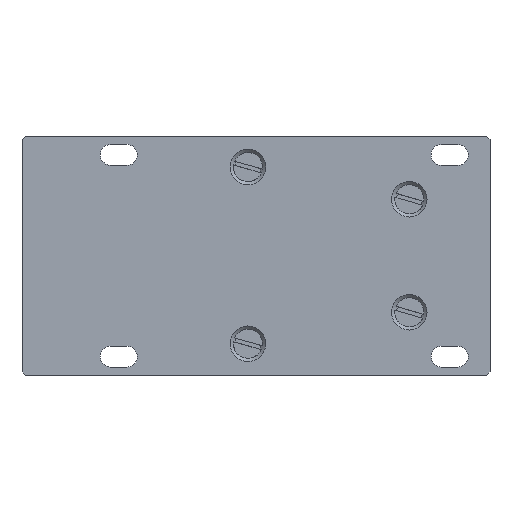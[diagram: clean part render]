
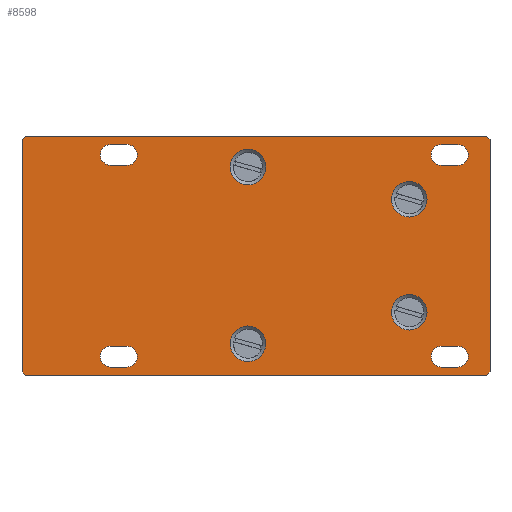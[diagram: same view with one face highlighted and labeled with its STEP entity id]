
A CAD part, top view. The second image highlights one B-rep face of the part: STEP entity #8598.
In plain terms, the highlighted planar face has unit normal (0, 0, 1).
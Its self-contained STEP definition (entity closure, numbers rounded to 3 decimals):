
#8598=ADVANCED_FACE('',(#14876,#14878,#14880,#14882,#14884,#14886,#14888,#14890,
#14892),#14894,.T.);
#14876=FACE_BOUND('',#14877,.T.);
#14877=EDGE_LOOP('',(#21323,#21324,#21325,#21326,#21327,#21328,#21329,#21330));
#14878=FACE_BOUND('',#14879,.T.);
#14879=EDGE_LOOP('',(#21331));
#14880=FACE_BOUND('',#14881,.T.);
#14881=EDGE_LOOP('',(#21332));
#14882=FACE_BOUND('',#14883,.T.);
#14883=EDGE_LOOP('',(#21333,#21334,#21335,#21336));
#14884=FACE_BOUND('',#14885,.T.);
#14885=EDGE_LOOP('',(#21337,#21338,#21339,#21340));
#14886=FACE_BOUND('',#14887,.T.);
#14887=EDGE_LOOP('',(#21341,#21342,#21343,#21344));
#14888=FACE_BOUND('',#14889,.T.);
#14889=EDGE_LOOP('',(#21345,#21346,#21347,#21348));
#14890=FACE_BOUND('',#14891,.T.);
#14891=EDGE_LOOP('',(#21349));
#14892=FACE_BOUND('',#14893,.T.);
#14893=EDGE_LOOP('',(#21350));
#14894=PLANE('',#14895);
#14895=AXIS2_PLACEMENT_3D('',#14896,#14897,#14898);
#14896=CARTESIAN_POINT('',(0.,0.,116.));
#14897=DIRECTION('',(0.,0.,1.));
#14898=DIRECTION('',(-1.,0.,0.));
#21323=ORIENTED_EDGE('',*,*,#24670,.F.);
#21324=ORIENTED_EDGE('',*,*,#24630,.T.);
#21325=ORIENTED_EDGE('',*,*,#24671,.F.);
#21326=ORIENTED_EDGE('',*,*,#24627,.T.);
#21327=ORIENTED_EDGE('',*,*,#24672,.F.);
#21328=ORIENTED_EDGE('',*,*,#24624,.T.);
#21329=ORIENTED_EDGE('',*,*,#24673,.F.);
#21330=ORIENTED_EDGE('',*,*,#24632,.T.);
#21331=ORIENTED_EDGE('',*,*,#24634,.T.);
#21332=ORIENTED_EDGE('',*,*,#24636,.T.);
#21333=ORIENTED_EDGE('',*,*,#24662,.T.);
#21334=ORIENTED_EDGE('',*,*,#24669,.T.);
#21335=ORIENTED_EDGE('',*,*,#24667,.T.);
#21336=ORIENTED_EDGE('',*,*,#24665,.T.);
#21337=ORIENTED_EDGE('',*,*,#24654,.T.);
#21338=ORIENTED_EDGE('',*,*,#24661,.T.);
#21339=ORIENTED_EDGE('',*,*,#24659,.T.);
#21340=ORIENTED_EDGE('',*,*,#24657,.T.);
#21341=ORIENTED_EDGE('',*,*,#24646,.T.);
#21342=ORIENTED_EDGE('',*,*,#24653,.T.);
#21343=ORIENTED_EDGE('',*,*,#24651,.T.);
#21344=ORIENTED_EDGE('',*,*,#24649,.T.);
#21345=ORIENTED_EDGE('',*,*,#24638,.T.);
#21346=ORIENTED_EDGE('',*,*,#24645,.T.);
#21347=ORIENTED_EDGE('',*,*,#24643,.T.);
#21348=ORIENTED_EDGE('',*,*,#24641,.T.);
#21349=ORIENTED_EDGE('',*,*,#24637,.T.);
#21350=ORIENTED_EDGE('',*,*,#24635,.T.);
#24624=EDGE_CURVE('',#29047,#29049,#29051,.T.);
#24627=EDGE_CURVE('',#29052,#29054,#29056,.T.);
#24630=EDGE_CURVE('',#29057,#29059,#29061,.T.);
#24632=EDGE_CURVE('',#29064,#29062,#29065,.T.);
#24634=EDGE_CURVE('',#29067,#29067,#29068,.F.);
#24635=EDGE_CURVE('',#29069,#29069,#29070,.F.);
#24636=EDGE_CURVE('',#29071,#29071,#29072,.F.);
#24637=EDGE_CURVE('',#29073,#29073,#29074,.F.);
#24638=EDGE_CURVE('',#29075,#29076,#29077,.F.);
#24641=EDGE_CURVE('',#29080,#29075,#29081,.F.);
#24643=EDGE_CURVE('',#29083,#29080,#29084,.F.);
#24645=EDGE_CURVE('',#29076,#29083,#29086,.F.);
#24646=EDGE_CURVE('',#29087,#29088,#29089,.F.);
#24649=EDGE_CURVE('',#29092,#29087,#29093,.F.);
#24651=EDGE_CURVE('',#29095,#29092,#29096,.F.);
#24653=EDGE_CURVE('',#29088,#29095,#29098,.F.);
#24654=EDGE_CURVE('',#29099,#29100,#29101,.F.);
#24657=EDGE_CURVE('',#29104,#29099,#29105,.F.);
#24659=EDGE_CURVE('',#29107,#29104,#29108,.F.);
#24661=EDGE_CURVE('',#29100,#29107,#29110,.F.);
#24662=EDGE_CURVE('',#29111,#29112,#29113,.F.);
#24665=EDGE_CURVE('',#29116,#29111,#29117,.F.);
#24667=EDGE_CURVE('',#29119,#29116,#29120,.F.);
#24669=EDGE_CURVE('',#29112,#29119,#29122,.F.);
#24670=EDGE_CURVE('',#29057,#29062,#29123,.F.);
#24671=EDGE_CURVE('',#29052,#29059,#29124,.F.);
#24672=EDGE_CURVE('',#29047,#29054,#29125,.F.);
#24673=EDGE_CURVE('',#29064,#29049,#29126,.F.);
#29047=VERTEX_POINT('',#39600);
#29049=VERTEX_POINT('',#39604);
#29051=LINE('',#39608,#39609);
#29052=VERTEX_POINT('',#39611);
#29054=VERTEX_POINT('',#39615);
#29056=LINE('',#39619,#39620);
#29057=VERTEX_POINT('',#39622);
#29059=VERTEX_POINT('',#39626);
#29061=LINE('',#39630,#39631);
#29062=VERTEX_POINT('',#39633);
#29064=VERTEX_POINT('',#39637);
#29065=LINE('',#39638,#39639);
#29067=VERTEX_POINT('',#39644);
#29068=CIRCLE('',#39645,11.);
#29069=VERTEX_POINT('',#39649);
#29070=CIRCLE('',#39650,11.);
#29071=VERTEX_POINT('',#39654);
#29072=CIRCLE('',#39655,11.);
#29073=VERTEX_POINT('',#39659);
#29074=CIRCLE('',#39660,11.);
#29075=VERTEX_POINT('',#39664);
#29076=VERTEX_POINT('',#39665);
#29077=CIRCLE('',#39666,6.5);
#29080=VERTEX_POINT('',#39676);
#29081=LINE('',#39677,#39678);
#29083=VERTEX_POINT('',#39683);
#29084=CIRCLE('',#39684,6.5);
#29086=LINE('',#39691,#39692);
#29087=VERTEX_POINT('',#39694);
#29088=VERTEX_POINT('',#39695);
#29089=CIRCLE('',#39696,6.5);
#29092=VERTEX_POINT('',#39706);
#29093=LINE('',#39707,#39708);
#29095=VERTEX_POINT('',#39713);
#29096=CIRCLE('',#39714,6.5);
#29098=LINE('',#39721,#39722);
#29099=VERTEX_POINT('',#39724);
#29100=VERTEX_POINT('',#39725);
#29101=CIRCLE('',#39726,6.5);
#29104=VERTEX_POINT('',#39736);
#29105=LINE('',#39737,#39738);
#29107=VERTEX_POINT('',#39743);
#29108=CIRCLE('',#39744,6.5);
#29110=LINE('',#39751,#39752);
#29111=VERTEX_POINT('',#39754);
#29112=VERTEX_POINT('',#39755);
#29113=CIRCLE('',#39756,6.5);
#29116=VERTEX_POINT('',#39766);
#29117=LINE('',#39767,#39768);
#29119=VERTEX_POINT('',#39773);
#29120=CIRCLE('',#39774,6.5);
#29122=LINE('',#39781,#39782);
#29123=LINE('',#39784,#39785);
#29124=LINE('',#39787,#39788);
#29125=LINE('',#39790,#39791);
#29126=LINE('',#39793,#39794);
#39600=CARTESIAN_POINT('',(-154.93,146.,116.));
#39604=CARTESIAN_POINT('',(-154.93,2.,116.));
#39608=CARTESIAN_POINT('',(-154.93,146.,116.));
#39609=VECTOR('',#39610,1.);
#39610=DIRECTION('',(0.,-1.,0.));
#39611=CARTESIAN_POINT('',(133.07,148.,116.));
#39615=CARTESIAN_POINT('',(-152.93,148.,116.));
#39619=CARTESIAN_POINT('',(133.07,148.,116.));
#39620=VECTOR('',#39621,1.);
#39621=DIRECTION('',(-1.,0.,0.));
#39622=CARTESIAN_POINT('',(135.07,2.,116.));
#39626=CARTESIAN_POINT('',(135.07,146.,116.));
#39630=CARTESIAN_POINT('',(135.07,2.,116.));
#39631=VECTOR('',#39632,1.);
#39632=DIRECTION('',(0.,1.,0.));
#39633=CARTESIAN_POINT('',(133.07,0.,116.));
#39637=CARTESIAN_POINT('',(-152.93,0.,116.));
#39638=CARTESIAN_POINT('',(-152.93,0.,116.));
#39639=VECTOR('',#39640,1.);
#39640=DIRECTION('',(1.,0.,0.));
#39644=CARTESIAN_POINT('',(96.07,109.,116.));
#39645=AXIS2_PLACEMENT_3D('',#39646,#39647,#39648);
#39646=CARTESIAN_POINT('',(85.07,109.,116.));
#39647=DIRECTION('',(0.,0.,1.));
#39648=DIRECTION('',(1.,0.,0.));
#39649=CARTESIAN_POINT('',(96.07,39.,116.));
#39650=AXIS2_PLACEMENT_3D('',#39651,#39652,#39653);
#39651=CARTESIAN_POINT('',(85.07,39.,116.));
#39652=DIRECTION('',(0.,0.,1.));
#39653=DIRECTION('',(1.,0.,0.));
#39654=CARTESIAN_POINT('',(-25.93,19.5,116.));
#39655=AXIS2_PLACEMENT_3D('',#39656,#39657,#39658);
#39656=CARTESIAN_POINT('',(-14.93,19.5,116.));
#39657=DIRECTION('',(0.,0.,1.));
#39658=DIRECTION('',(-1.,0.,0.));
#39659=CARTESIAN_POINT('',(-25.93,129.,116.));
#39660=AXIS2_PLACEMENT_3D('',#39661,#39662,#39663);
#39661=CARTESIAN_POINT('',(-14.93,129.,116.));
#39662=DIRECTION('',(0.,0.,1.));
#39663=DIRECTION('',(-1.,0.,0.));
#39664=CARTESIAN_POINT('',(-89.93,143.,116.));
#39665=CARTESIAN_POINT('',(-89.93,130.,116.));
#39666=AXIS2_PLACEMENT_3D('',#39667,#39668,#39669);
#39667=CARTESIAN_POINT('',(-89.93,136.5,116.));
#39668=DIRECTION('',(0.,0.,1.));
#39669=DIRECTION('',(0.,-1.,0.));
#39676=CARTESIAN_POINT('',(-99.93,143.,116.));
#39677=CARTESIAN_POINT('',(-89.93,143.,116.));
#39678=VECTOR('',#39679,1.);
#39679=DIRECTION('',(-1.,0.,0.));
#39683=CARTESIAN_POINT('',(-99.93,130.,116.));
#39684=AXIS2_PLACEMENT_3D('',#39685,#39686,#39687);
#39685=CARTESIAN_POINT('',(-99.93,136.5,116.));
#39686=DIRECTION('',(0.,0.,1.));
#39687=DIRECTION('',(0.,1.,0.));
#39691=CARTESIAN_POINT('',(-99.93,130.,116.));
#39692=VECTOR('',#39693,1.);
#39693=DIRECTION('',(1.,0.,0.));
#39694=CARTESIAN_POINT('',(115.07,143.,116.));
#39695=CARTESIAN_POINT('',(115.07,130.,116.));
#39696=AXIS2_PLACEMENT_3D('',#39697,#39698,#39699);
#39697=CARTESIAN_POINT('',(115.07,136.5,116.));
#39698=DIRECTION('',(0.,0.,1.));
#39699=DIRECTION('',(0.,-1.,0.));
#39706=CARTESIAN_POINT('',(105.07,143.,116.));
#39707=CARTESIAN_POINT('',(115.07,143.,116.));
#39708=VECTOR('',#39709,1.);
#39709=DIRECTION('',(-1.,0.,0.));
#39713=CARTESIAN_POINT('',(105.07,130.,116.));
#39714=AXIS2_PLACEMENT_3D('',#39715,#39716,#39717);
#39715=CARTESIAN_POINT('',(105.07,136.5,116.));
#39716=DIRECTION('',(0.,0.,1.));
#39717=DIRECTION('',(0.,1.,0.));
#39721=CARTESIAN_POINT('',(105.07,130.,116.));
#39722=VECTOR('',#39723,1.);
#39723=DIRECTION('',(1.,0.,0.));
#39724=CARTESIAN_POINT('',(115.07,18.,116.));
#39725=CARTESIAN_POINT('',(115.07,5.,116.));
#39726=AXIS2_PLACEMENT_3D('',#39727,#39728,#39729);
#39727=CARTESIAN_POINT('',(115.07,11.5,116.));
#39728=DIRECTION('',(0.,0.,1.));
#39729=DIRECTION('',(0.,-1.,0.));
#39736=CARTESIAN_POINT('',(105.07,18.,116.));
#39737=CARTESIAN_POINT('',(115.07,18.,116.));
#39738=VECTOR('',#39739,1.);
#39739=DIRECTION('',(-1.,0.,0.));
#39743=CARTESIAN_POINT('',(105.07,5.,116.));
#39744=AXIS2_PLACEMENT_3D('',#39745,#39746,#39747);
#39745=CARTESIAN_POINT('',(105.07,11.5,116.));
#39746=DIRECTION('',(0.,0.,1.));
#39747=DIRECTION('',(0.,1.,0.));
#39751=CARTESIAN_POINT('',(105.07,5.,116.));
#39752=VECTOR('',#39753,1.);
#39753=DIRECTION('',(1.,0.,0.));
#39754=CARTESIAN_POINT('',(-89.93,18.,116.));
#39755=CARTESIAN_POINT('',(-89.93,5.,116.));
#39756=AXIS2_PLACEMENT_3D('',#39757,#39758,#39759);
#39757=CARTESIAN_POINT('',(-89.93,11.5,116.));
#39758=DIRECTION('',(0.,0.,1.));
#39759=DIRECTION('',(0.,-1.,0.));
#39766=CARTESIAN_POINT('',(-99.93,18.,116.));
#39767=CARTESIAN_POINT('',(-89.93,18.,116.));
#39768=VECTOR('',#39769,1.);
#39769=DIRECTION('',(-1.,0.,0.));
#39773=CARTESIAN_POINT('',(-99.93,5.,116.));
#39774=AXIS2_PLACEMENT_3D('',#39775,#39776,#39777);
#39775=CARTESIAN_POINT('',(-99.93,11.5,116.));
#39776=DIRECTION('',(0.,0.,1.));
#39777=DIRECTION('',(0.,1.,0.));
#39781=CARTESIAN_POINT('',(-99.93,5.,116.));
#39782=VECTOR('',#39783,1.);
#39783=DIRECTION('',(1.,0.,0.));
#39784=CARTESIAN_POINT('',(133.07,0.,116.));
#39785=VECTOR('',#39786,1.);
#39786=DIRECTION('',(0.707,0.707,0.));
#39787=CARTESIAN_POINT('',(135.07,146.,116.));
#39788=VECTOR('',#39789,1.);
#39789=DIRECTION('',(-0.707,0.707,0.));
#39790=CARTESIAN_POINT('',(-152.93,148.,116.));
#39791=VECTOR('',#39792,1.);
#39792=DIRECTION('',(-0.707,-0.707,0.));
#39793=CARTESIAN_POINT('',(-154.93,2.,116.));
#39794=VECTOR('',#39795,1.);
#39795=DIRECTION('',(0.707,-0.707,0.));
